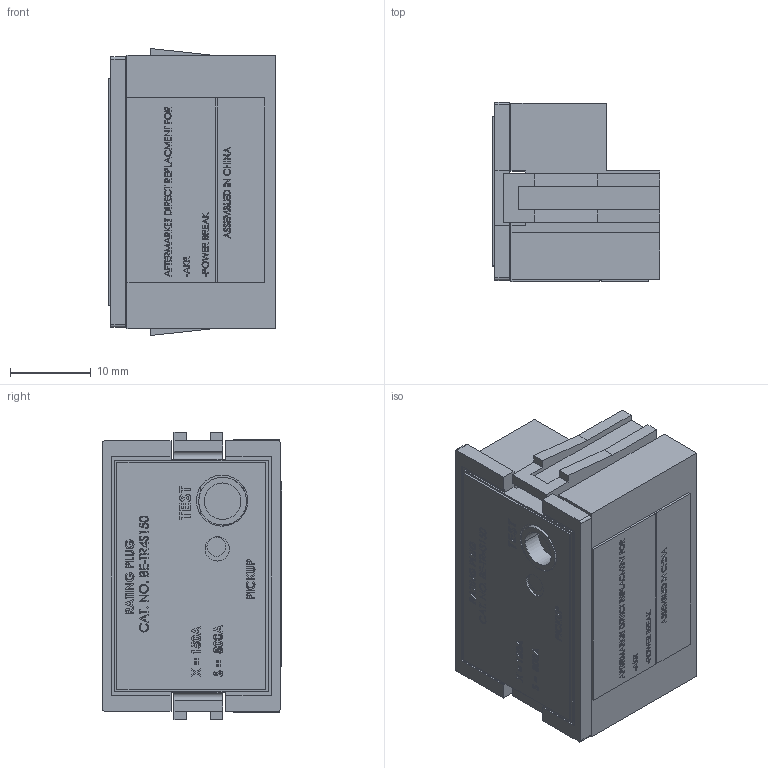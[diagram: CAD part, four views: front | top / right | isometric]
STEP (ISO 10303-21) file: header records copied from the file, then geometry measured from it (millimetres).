
FILE_DESCRIPTION (( 'STEP AP214' ), '1' );
FILE_NAME ('BE-TR4S150.STEP', '2021-04-06T10:09:54', ( '' ), ( '' ), 'SwSTEP 2.0', 'SolidWorks 2019', '' );
FILE_SCHEMA (( 'AUTOMOTIVE_DESIGN' ));
Length unit declared in the file: millimetre
Products named in the file (7): SBS-Front Decal; Rating plug PowerBreak Housing; BE-TR4S150; SBS-Bottom Decal; Rating Plug site window; rating plug board; Rating plug PowerBreak Cover
Assembly tree (6 placements, depth 2):
  BE-TR4S150
    Rating plug PowerBreak Housing
    Rating plug PowerBreak Cover
    Rating Plug site window
    rating plug board
    SBS-Front Decal
    SBS-Bottom Decal
Bounding box: 20.72 x 22.15 x 35.5 mm (x, y, z)
Volume: 6219 mm3; surface area: 11311.7 mm2
Topology: 6 solids, 6 shells, 1778 faces, 4825 edges, 3216 vertices
Faces by surface type: plane 1348, bspline 368, cylinder 62
Entity records: 76663 total; most frequent: CARTESIAN_POINT 33492, ORIENTED_EDGE 9650, DIRECTION 7055, EDGE_CURVE 4825, VECTOR 3961, LINE 3961, VERTEX_POINT 3216, EDGE_LOOP 1975
